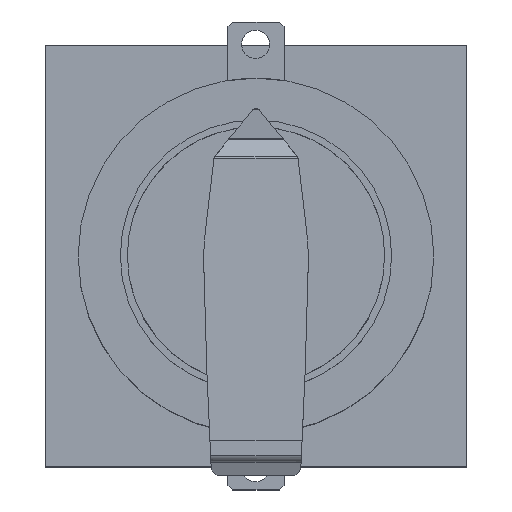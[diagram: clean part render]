
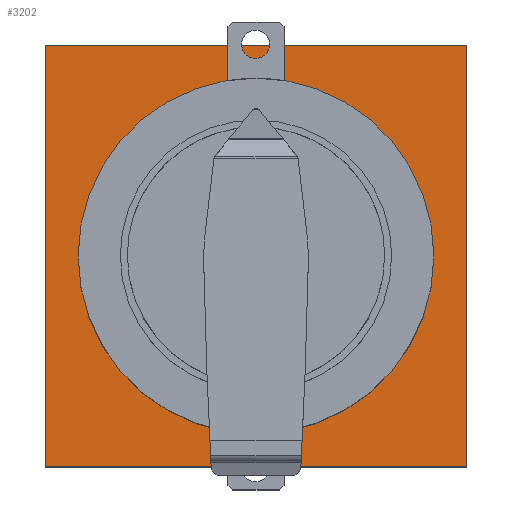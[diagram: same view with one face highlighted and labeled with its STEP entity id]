
A CAD part, top view. The second image highlights one B-rep face of the part: STEP entity #3202.
In plain terms, the highlighted free-form (B-spline) face has degree [1, 1] with [2, 2] control points.
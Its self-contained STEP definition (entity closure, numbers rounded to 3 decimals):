
#3163=CARTESIAN_POINT('',(0.0,-22.5,20.5));
#3164=CARTESIAN_POINT('',(45.,-22.5,20.5));
#3165=CARTESIAN_POINT('',(0.0,22.5,20.5));
#3166=CARTESIAN_POINT('',(45.,22.5,20.5));
#3167=B_SPLINE_SURFACE_WITH_KNOTS('',1,1,((#3163,#3165),(#3164,#3166)),.UNSPECIFIED.,.F.,.F.,.U.,(2,2),(2,2),(0.0,45.),(0.0,45.0),.UNSPECIFIED.);
#3168=CARTESIAN_POINT('',(45.,22.5,20.5));
#3169=VERTEX_POINT('',#3168);
#3170=CARTESIAN_POINT('',(45.,-22.5,20.5));
#3171=VERTEX_POINT('',#3170);
#3172=CARTESIAN_POINT('',(45.,22.5,20.5));
#3173=DIRECTION('',(0.0,-1.0,0.0));
#3174=VECTOR('',#3173,45.0);
#3175=LINE('',#3172,#3174);
#3176=EDGE_CURVE('',#3169,#3171,#3175,.T.);
#3177=ORIENTED_EDGE('',*,*,#3176,.F.);
#3178=CARTESIAN_POINT('',(0.0,22.5,20.5));
#3179=VERTEX_POINT('',#3178);
#3180=CARTESIAN_POINT('',(0.0,22.5,20.5));
#3181=DIRECTION('',(1.0,0.0,0.0));
#3182=VECTOR('',#3181,45.);
#3183=LINE('',#3180,#3182);
#3184=EDGE_CURVE('',#3179,#3169,#3183,.T.);
#3185=ORIENTED_EDGE('',*,*,#3184,.F.);
#3186=CARTESIAN_POINT('',(0.0,-22.5,20.5));
#3187=VERTEX_POINT('',#3186);
#3188=CARTESIAN_POINT('',(0.0,-22.5,20.5));
#3189=DIRECTION('',(0.0,1.0,0.0));
#3190=VECTOR('',#3189,45.0);
#3191=LINE('',#3188,#3190);
#3192=EDGE_CURVE('',#3187,#3179,#3191,.T.);
#3193=ORIENTED_EDGE('',*,*,#3192,.F.);
#3194=CARTESIAN_POINT('',(45.,-22.5,20.5));
#3195=DIRECTION('',(-1.0,0.0,0.0));
#3196=VECTOR('',#3195,45.);
#3197=LINE('',#3194,#3196);
#3198=EDGE_CURVE('',#3171,#3187,#3197,.T.);
#3199=ORIENTED_EDGE('',*,*,#3198,.F.);
#3200=EDGE_LOOP('',(#3177,#3185,#3193,#3199));
#3201=FACE_OUTER_BOUND('',#3200,.T.);
#3202=ADVANCED_FACE('',(#3201),#3167,.T.);
